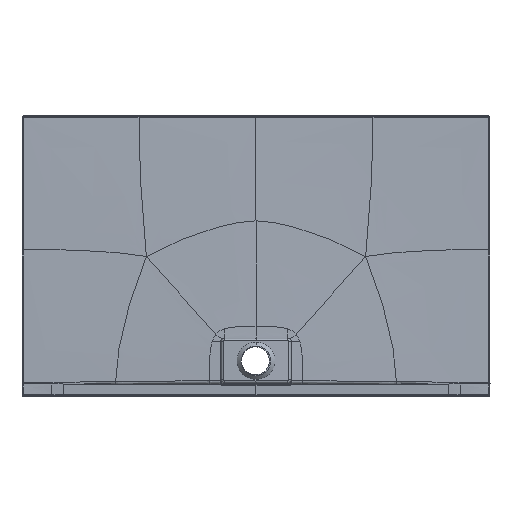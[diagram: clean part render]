
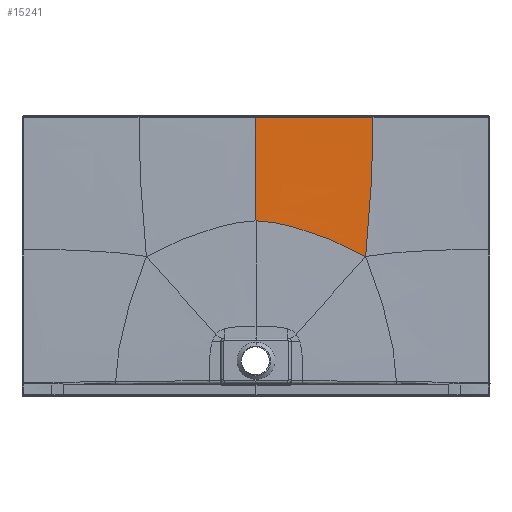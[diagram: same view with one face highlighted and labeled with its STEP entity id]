
A CAD part, front view. The second image highlights one B-rep face of the part: STEP entity #15241.
In plain terms, the highlighted free-form (B-spline) face has degree [3, 3] with [8, 10] control points.
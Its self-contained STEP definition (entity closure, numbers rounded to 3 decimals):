
#1417=CARTESIAN_POINT('',(351.359,-9.279,448.367));
#1419=CARTESIAN_POINT('',(0.,-10.849,
562.57));
#1420=CARTESIAN_POINT('',(24.515,-10.849,562.57));
#1421=CARTESIAN_POINT('',(76.457,-10.736,555.921));
#1422=CARTESIAN_POINT('',(161.501,-10.371,531.693));
#1423=CARTESIAN_POINT('',(237.564,-10.011,503.996));
#1424=CARTESIAN_POINT('',(301.656,-9.646,475.463));
#1425=CARTESIAN_POINT('',(334.687,-9.412,458.036));
#1426=CARTESIAN_POINT('',(351.359,-9.279,448.367));
#3906=CARTESIAN_POINT('',(374.996,-3.052,894.979));
#3929=CARTESIAN_POINT('',(-0.006,-3.118,
894.953));
#3930=CARTESIAN_POINT('',(27.564,-3.118,894.953));
#3931=CARTESIAN_POINT('',(80.695,-3.114,894.955));
#3932=CARTESIAN_POINT('',(151.999,-3.103,894.959));
#3933=CARTESIAN_POINT('',(221.897,-3.088,894.965));
#3934=CARTESIAN_POINT('',(294.52,-3.071,894.972));
#3935=CARTESIAN_POINT('',(347.557,-3.058,894.977));
#3936=CARTESIAN_POINT('',(374.996,-3.052,894.979));
#3938=CARTESIAN_POINT('',(374.996,-3.052,894.979));
#3939=CARTESIAN_POINT('',(374.947,-3.368,864.739));
#3940=CARTESIAN_POINT('',(373.868,-4.133,801.575));
#3941=CARTESIAN_POINT('',(371.286,-5.331,715.581));
#3942=CARTESIAN_POINT('',(368.234,-6.428,638.212));
#3943=CARTESIAN_POINT('',(364.913,-7.31,576.631));
#3944=CARTESIAN_POINT('',(360.602,-8.098,523.18));
#3945=CARTESIAN_POINT('',(355.81,-8.762,480.233));
#3946=CARTESIAN_POINT('',(352.926,-9.105,458.926));
#3947=CARTESIAN_POINT('',(351.359,-9.279,448.367));
#3949=DIRECTION('',(0.,-0.023,-1.));
#3950=VECTOR('',#3949,332.474);
#3951=CARTESIAN_POINT('',(-0.006,-3.118,
894.953));
#3952=LINE('',#3951,#3950);
#4484=VERTEX_POINT('',#1417);
#4597=VERTEX_POINT('',#3906);
#4619=CARTESIAN_POINT('',(0.,-10.849,
562.57));
#4621=VERTEX_POINT('',#4619);
#4622=CARTESIAN_POINT('',(-0.006,-3.118,
894.953));
#4623=VERTEX_POINT('',#4622);
#15152=CARTESIAN_POINT('',(-3.835,-3.024,
899.021));
#15153=CARTESIAN_POINT('',(-3.834,-3.67,
871.245));
#15154=CARTESIAN_POINT('',(-3.766,-4.97,
815.344));
#15155=CARTESIAN_POINT('',(-3.552,-6.597,
745.379));
#15156=CARTESIAN_POINT('',(-3.352,-7.905,
689.126));
#15157=CARTESIAN_POINT('',(-3.206,-8.886,
646.935));
#15158=CARTESIAN_POINT('',(-3.103,-9.704,
611.776));
#15159=CARTESIAN_POINT('',(-3.036,-10.381,
582.669));
#15160=CARTESIAN_POINT('',(-3.008,-10.731,
567.625));
#15161=CARTESIAN_POINT('',(-2.996,-10.917,
559.614));
#15162=CARTESIAN_POINT('',(28.694,-3.024,
899.022));
#15163=CARTESIAN_POINT('',(28.688,-3.671,
871.251));
#15164=CARTESIAN_POINT('',(28.177,-4.973,
815.364));
#15165=CARTESIAN_POINT('',(26.566,-6.602,
745.438));
#15166=CARTESIAN_POINT('',(25.057,-7.911,
689.238));
#15167=CARTESIAN_POINT('',(23.955,-8.892,
647.099));
#15168=CARTESIAN_POINT('',(23.172,-9.71,
611.989));
#15169=CARTESIAN_POINT('',(22.66,-10.386,
582.925));
#15170=CARTESIAN_POINT('',(22.451,-10.736,
567.903));
#15171=CARTESIAN_POINT('',(22.357,-10.922,
559.903));
#15172=CARTESIAN_POINT('',(92.472,-3.023,
899.014));
#15173=CARTESIAN_POINT('',(92.454,-3.647,
871.124));
#15174=CARTESIAN_POINT('',(90.88,-4.905,
814.914));
#15175=CARTESIAN_POINT('',(86.135,-6.49,
744.07));
#15176=CARTESIAN_POINT('',(81.937,-7.779,
686.631));
#15177=CARTESIAN_POINT('',(79.017,-8.756,
643.312));
#15178=CARTESIAN_POINT('',(77.075,-9.578,
607.054));
#15179=CARTESIAN_POINT('',(75.883,-10.265,
577.006));
#15180=CARTESIAN_POINT('',(75.424,-10.621,
561.482));
#15181=CARTESIAN_POINT('',(75.221,-10.811,
553.22));
#15182=CARTESIAN_POINT('',(187.5,-3.02,
898.99));
#15183=CARTESIAN_POINT('',(187.471,-3.558,
870.73));
#15184=CARTESIAN_POINT('',(184.851,-4.658,
813.487));
#15185=CARTESIAN_POINT('',(177.339,-6.1,
739.412));
#15186=CARTESIAN_POINT('',(171.04,-7.33,
677.409));
#15187=CARTESIAN_POINT('',(166.827,-8.296,
629.647));
#15188=CARTESIAN_POINT('',(164.119,-9.14,
588.985));
#15189=CARTESIAN_POINT('',(162.421,-9.861,
555.098));
#15190=CARTESIAN_POINT('',(161.713,-10.242,
537.58));
#15191=CARTESIAN_POINT('',(161.375,-10.446,
528.28));
#15192=CARTESIAN_POINT('',(265.625,-3.017,
898.956));
#15193=CARTESIAN_POINT('',(265.597,-3.464,
870.063));
#15194=CARTESIAN_POINT('',(263.007,-4.416,
811.274));
#15195=CARTESIAN_POINT('',(255.8,-5.746,
733.285));
#15196=CARTESIAN_POINT('',(249.68,-6.93,
666.101));
#15197=CARTESIAN_POINT('',(245.356,-7.884,
613.42));
#15198=CARTESIAN_POINT('',(242.1,-8.739,
568.01));
#15199=CARTESIAN_POINT('',(239.462,-9.481,
530.096));
#15200=CARTESIAN_POINT('',(238.064,-9.876,
510.549));
#15201=CARTESIAN_POINT('',(237.277,-10.089,
500.195));
#15202=CARTESIAN_POINT('',(329.134,-3.014,
898.902));
#15203=CARTESIAN_POINT('',(329.115,-3.389,
868.832));
#15204=CARTESIAN_POINT('',(327.229,-4.235,
807.469));
#15205=CARTESIAN_POINT('',(322.193,-5.498,
724.768));
#15206=CARTESIAN_POINT('',(317.532,-6.639,
652.224));
#15207=CARTESIAN_POINT('',(313.667,-7.564,
594.758));
#15208=CARTESIAN_POINT('',(309.828,-8.396,
544.949));
#15209=CARTESIAN_POINT('',(305.924,-9.121,
503.45));
#15210=CARTESIAN_POINT('',(303.557,-9.507,
482.114));
#15211=CARTESIAN_POINT('',(302.196,-9.716,
470.873));
#15212=CARTESIAN_POINT('',(361.393,-3.013,
898.863));
#15213=CARTESIAN_POINT('',(361.38,-3.352,
867.858));
#15214=CARTESIAN_POINT('',(360.045,-4.149,
804.515));
#15215=CARTESIAN_POINT('',(356.659,-5.381,
718.648));
#15216=CARTESIAN_POINT('',(353.105,-6.493,
642.818));
#15217=CARTESIAN_POINT('',(349.616,-7.391,
582.527));
#15218=CARTESIAN_POINT('',(345.455,-8.194,
530.213));
#15219=CARTESIAN_POINT('',(340.796,-8.895,
486.671));
#15220=CARTESIAN_POINT('',(337.916,-9.269,
464.369));
#15221=CARTESIAN_POINT('',(336.198,-9.471,
452.578));
#15222=CARTESIAN_POINT('',(378.027,-3.012,
898.838));
#15223=CARTESIAN_POINT('',(378.018,-3.333,
867.244));
#15224=CARTESIAN_POINT('',(376.994,-4.106,
802.66));
#15225=CARTESIAN_POINT('',(374.538,-5.32,
714.907));
#15226=CARTESIAN_POINT('',(371.597,-6.413,
637.198));
#15227=CARTESIAN_POINT('',(368.314,-7.292,
575.332));
#15228=CARTESIAN_POINT('',(363.97,-8.077,
521.628));
#15229=CARTESIAN_POINT('',(358.943,-8.761,
476.986));
#15230=CARTESIAN_POINT('',(355.769,-9.128,
454.102));
#15231=CARTESIAN_POINT('',(353.918,-9.326,
442.057));
#15232=B_SPLINE_SURFACE_WITH_KNOTS('',3,3,((#15152,#15153,#15154,#15155,#15156,
#15157,#15158,#15159,#15160,#15161),(#15162,#15163,#15164,#15165,#15166,#15167,
#15168,#15169,#15170,#15171),(#15172,#15173,#15174,#15175,#15176,#15177,#15178,
#15179,#15180,#15181),(#15182,#15183,#15184,#15185,#15186,#15187,#15188,#15189,
#15190,#15191),(#15192,#15193,#15194,#15195,#15196,#15197,#15198,#15199,#15200,
#15201),(#15202,#15203,#15204,#15205,#15206,#15207,#15208,#15209,#15210,#15211),
(#15212,#15213,#15214,#15215,#15216,#15217,#15218,#15219,#15220,#15221),(#15222,
#15223,#15224,#15225,#15226,#15227,#15228,#15229,#15230,#15231)),.UNSPECIFIED.,
.F.,.F.,.F.,(4,1,1,1,1,4),(4,1,1,1,1,1,1,4),(-0.005,0.125,0.25,
0.375,0.438,0.504),(0.002,0.125,0.25,0.313,
0.375,0.438,0.469,0.504),.UNSPECIFIED.);
#15234=ORIENTED_EDGE('',*,*,#15233,.F.);
#15236=ORIENTED_EDGE('',*,*,#15235,.T.);
#15237=ORIENTED_EDGE('',*,*,#15144,.T.);
#15238=ORIENTED_EDGE('',*,*,#8119,.F.);
#15239=EDGE_LOOP('',(#15234,#15236,#15237,#15238));
#15240=FACE_OUTER_BOUND('',#15239,.F.);
#15241=ADVANCED_FACE('',(#15240),#15232,.F.);
#1427=B_SPLINE_CURVE_WITH_KNOTS('',3,(#1419,#1420,#1421,#1422,#1423,#1424,#1425,
#1426),.UNSPECIFIED.,.F.,.F.,(4,1,1,1,1,4),(0.,0.25,0.5,0.75,0.875,
1.),.UNSPECIFIED.);
#3937=B_SPLINE_CURVE_WITH_KNOTS('',3,(#3929,#3930,#3931,#3932,#3933,#3934,#3935,
#3936),.UNSPECIFIED.,.F.,.F.,(4,1,1,1,1,4),(0.,0.2,0.4,0.6,0.8,1.),
.UNSPECIFIED.);
#3948=B_SPLINE_CURVE_WITH_KNOTS('',3,(#3938,#3939,#3940,#3941,#3942,#3943,#3944,
#3945,#3946,#3947),.UNSPECIFIED.,.F.,.F.,(4,1,1,1,1,1,1,4),(0.,
0.24,0.493,0.62,0.747,
0.873,0.937,1.),.UNSPECIFIED.);
#8119=EDGE_CURVE('',#4621,#4484,#1427,.T.);
#15144=EDGE_CURVE('',#4597,#4484,#3948,.T.);
#15233=EDGE_CURVE('',#4623,#4621,#3952,.T.);
#15235=EDGE_CURVE('',#4623,#4597,#3937,.T.);
